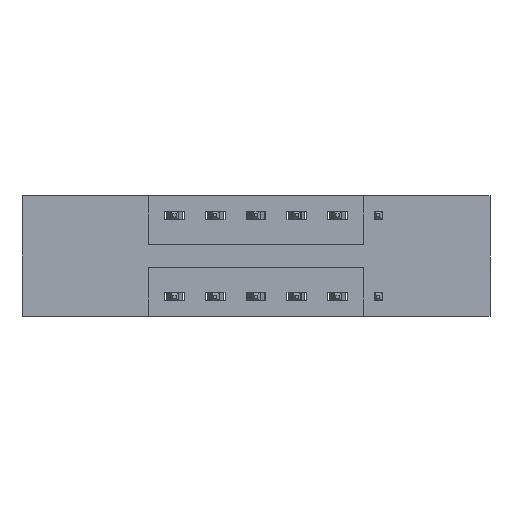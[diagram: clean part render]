
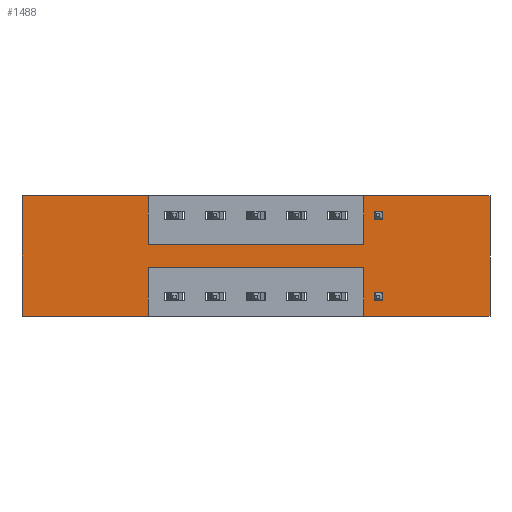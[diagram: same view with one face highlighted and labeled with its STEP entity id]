
A CAD part, front view. The second image highlights one B-rep face of the part: STEP entity #1488.
In plain terms, the highlighted planar face has unit normal (0, -1, 0).
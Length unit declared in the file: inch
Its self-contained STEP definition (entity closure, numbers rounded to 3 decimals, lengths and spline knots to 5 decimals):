
#163 = ORIENTED_EDGE ( 'NONE', *, *, #686, .F. ) ;
#216 = VERTEX_POINT ( 'NONE', #2424 ) ;
#228 = DIRECTION ( 'NONE',  ( 0., 0., -1. ) ) ;
#282 = EDGE_CURVE ( 'NONE', #216, #1935, #5809, .T. ) ;
#394 = EDGE_CURVE ( 'NONE', #1003, #5752, #1034, .T. ) ;
#444 = VECTOR ( 'NONE', #7516, 39.37008 ) ;
#467 = EDGE_CURVE ( 'NONE', #1935, #6267, #1959, .T. ) ;
#489 = EDGE_CURVE ( 'NONE', #3196, #3831, #8335, .T. ) ;
#628 = DIRECTION ( 'NONE',  ( 0., 0., 1. ) ) ;
#686 = EDGE_CURVE ( 'NONE', #996, #3196, #6221, .T. ) ;
#774 = CARTESIAN_POINT ( 'NONE',  ( 0.3875, 0., -0.37 ) ) ;
#820 = ORIENTED_EDGE ( 'NONE', *, *, #467, .F. ) ;
#896 = VERTEX_POINT ( 'NONE', #774 ) ;
#927 = CARTESIAN_POINT ( 'NONE',  ( 1.0475, 0., 0. ) ) ;
#996 = VERTEX_POINT ( 'NONE', #3161 ) ;
#997 = EDGE_CURVE ( 'NONE', #4390, #6449, #5768, .T. ) ;
#1003 = VERTEX_POINT ( 'NONE', #5521 ) ;
#1034 = LINE ( 'NONE', #4858, #444 ) ;
#1253 = DIRECTION ( 'NONE',  ( 1., 0., 0. ) ) ;
#1312 = LINE ( 'NONE', #6514, #2539 ) ;
#1488 = ADVANCED_FACE ( 'NONE', ( #2987 ), #6163, .T. ) ;
#1623 = CARTESIAN_POINT ( 'NONE',  ( 0., 0., 0. ) ) ;
#1628 = ORIENTED_EDGE ( 'NONE', *, *, #489, .F. ) ;
#1642 = EDGE_CURVE ( 'NONE', #6267, #2837, #6937, .T. ) ;
#1708 = CARTESIAN_POINT ( 'NONE',  ( 0.3875, 0., 0. ) ) ;
#1797 = CARTESIAN_POINT ( 'NONE',  ( 0., 0., -0.37 ) ) ;
#1844 = ORIENTED_EDGE ( 'NONE', *, *, #6212, .F. ) ;
#1845 = ORIENTED_EDGE ( 'NONE', *, *, #4707, .F. ) ;
#1915 = VECTOR ( 'NONE', #2725, 39.37008 ) ;
#1935 = VERTEX_POINT ( 'NONE', #3686 ) ;
#1959 = LINE ( 'NONE', #3107, #6121 ) ;
#1966 = CARTESIAN_POINT ( 'NONE',  ( 0.3875, 0., -0.15 ) ) ;
#1969 = DIRECTION ( 'NONE',  ( -1., 0., 0. ) ) ;
#2099 = EDGE_CURVE ( 'NONE', #2837, #896, #1312, .T. ) ;
#2424 = CARTESIAN_POINT ( 'NONE',  ( 1.435, 0., -0.37 ) ) ;
#2477 = CARTESIAN_POINT ( 'NONE',  ( 0.3875, 0., -0.22 ) ) ;
#2505 = ORIENTED_EDGE ( 'NONE', *, *, #282, .F. ) ;
#2539 = VECTOR ( 'NONE', #4604, 39.37008 ) ;
#2606 = CARTESIAN_POINT ( 'NONE',  ( 1.435, 0., 0. ) ) ;
#2657 = EDGE_CURVE ( 'NONE', #6449, #1003, #2746, .T. ) ;
#2725 = DIRECTION ( 'NONE',  ( 1., 0., 0. ) ) ;
#2746 = LINE ( 'NONE', #927, #3994 ) ;
#2781 = ORIENTED_EDGE ( 'NONE', *, *, #2657, .F. ) ;
#2837 = VERTEX_POINT ( 'NONE', #2477 ) ;
#2852 = VECTOR ( 'NONE', #8294, 39.37008 ) ;
#2987 = FACE_OUTER_BOUND ( 'NONE', #3865, .T. ) ;
#2994 = VECTOR ( 'NONE', #1969, 39.37008 ) ;
#3107 = CARTESIAN_POINT ( 'NONE',  ( 1.0475, 0., -0.37 ) ) ;
#3161 = CARTESIAN_POINT ( 'NONE',  ( 0., 0., -0.37 ) ) ;
#3196 = VERTEX_POINT ( 'NONE', #1623 ) ;
#3215 = CARTESIAN_POINT ( 'NONE',  ( 0.3875, 0., -0.15 ) ) ;
#3241 = VECTOR ( 'NONE', #228, 39.37008 ) ;
#3281 = ORIENTED_EDGE ( 'NONE', *, *, #8109, .F. ) ;
#3686 = CARTESIAN_POINT ( 'NONE',  ( 1.0475, 0., -0.37 ) ) ;
#3790 = VECTOR ( 'NONE', #1253, 39.37008 ) ;
#3831 = VERTEX_POINT ( 'NONE', #4642 ) ;
#3865 = EDGE_LOOP ( 'NONE', ( #3889, #5717, #820, #2505, #1845, #6921, #2781, #4254, #1844, #1628, #163, #3281 ) ) ;
#3889 = ORIENTED_EDGE ( 'NONE', *, *, #2099, .F. ) ;
#3994 = VECTOR ( 'NONE', #6115, 39.37008 ) ;
#4254 = ORIENTED_EDGE ( 'NONE', *, *, #997, .F. ) ;
#4390 = VERTEX_POINT ( 'NONE', #3215 ) ;
#4430 = CARTESIAN_POINT ( 'NONE',  ( 1.0475, 0., -0.22 ) ) ;
#4439 = CARTESIAN_POINT ( 'NONE',  ( 0.3875, 0., -0.22 ) ) ;
#4604 = DIRECTION ( 'NONE',  ( 0., 0., -1. ) ) ;
#4642 = CARTESIAN_POINT ( 'NONE',  ( 0.3875, 0., 0. ) ) ;
#4707 = EDGE_CURVE ( 'NONE', #5752, #216, #7008, .T. ) ;
#4858 = CARTESIAN_POINT ( 'NONE',  ( 0., 0., 0. ) ) ;
#4873 = DIRECTION ( 'NONE',  ( 0., 0., -1. ) ) ;
#4917 = DIRECTION ( 'NONE',  ( 0., -1., 0. ) ) ;
#4940 = CARTESIAN_POINT ( 'NONE',  ( 0., 0., 0. ) ) ;
#5521 = CARTESIAN_POINT ( 'NONE',  ( 1.0475, 0., 0. ) ) ;
#5717 = ORIENTED_EDGE ( 'NONE', *, *, #1642, .F. ) ;
#5752 = VERTEX_POINT ( 'NONE', #6554 ) ;
#5768 = LINE ( 'NONE', #1966, #1915 ) ;
#5809 = LINE ( 'NONE', #7778, #2994 ) ;
#6115 = DIRECTION ( 'NONE',  ( 0., 0., 1. ) ) ;
#6121 = VECTOR ( 'NONE', #628, 39.37008 ) ;
#6130 = VECTOR ( 'NONE', #6437, 39.37008 ) ;
#6158 = VECTOR ( 'NONE', #6362, 39.37008 ) ;
#6163 = PLANE ( 'NONE',  #8142 ) ;
#6212 = EDGE_CURVE ( 'NONE', #3831, #4390, #7305, .T. ) ;
#6221 = LINE ( 'NONE', #4940, #6130 ) ;
#6267 = VERTEX_POINT ( 'NONE', #4430 ) ;
#6362 = DIRECTION ( 'NONE',  ( -1., 0., 0. ) ) ;
#6437 = DIRECTION ( 'NONE',  ( 0., 0., 1. ) ) ;
#6449 = VERTEX_POINT ( 'NONE', #7847 ) ;
#6514 = CARTESIAN_POINT ( 'NONE',  ( 0.3875, 0., -0.37 ) ) ;
#6525 = DIRECTION ( 'NONE',  ( 0., 0., -1. ) ) ;
#6554 = CARTESIAN_POINT ( 'NONE',  ( 1.435, 0., 0. ) ) ;
#6883 = LINE ( 'NONE', #1797, #2852 ) ;
#6921 = ORIENTED_EDGE ( 'NONE', *, *, #394, .F. ) ;
#6937 = LINE ( 'NONE', #4439, #6158 ) ;
#7008 = LINE ( 'NONE', #2606, #8078 ) ;
#7305 = LINE ( 'NONE', #1708, #3241 ) ;
#7394 = CARTESIAN_POINT ( 'NONE',  ( 0., 0., -0.37 ) ) ;
#7516 = DIRECTION ( 'NONE',  ( 1., 0., 0. ) ) ;
#7695 = CARTESIAN_POINT ( 'NONE',  ( 0., 0., 0. ) ) ;
#7778 = CARTESIAN_POINT ( 'NONE',  ( 0., 0., -0.37 ) ) ;
#7847 = CARTESIAN_POINT ( 'NONE',  ( 1.0475, 0., -0.15 ) ) ;
#8078 = VECTOR ( 'NONE', #6525, 39.37008 ) ;
#8109 = EDGE_CURVE ( 'NONE', #896, #996, #6883, .T. ) ;
#8142 = AXIS2_PLACEMENT_3D ( 'NONE', #7394, #4917, #4873 ) ;
#8294 = DIRECTION ( 'NONE',  ( -1., 0., 0. ) ) ;
#8335 = LINE ( 'NONE', #7695, #3790 ) ;
